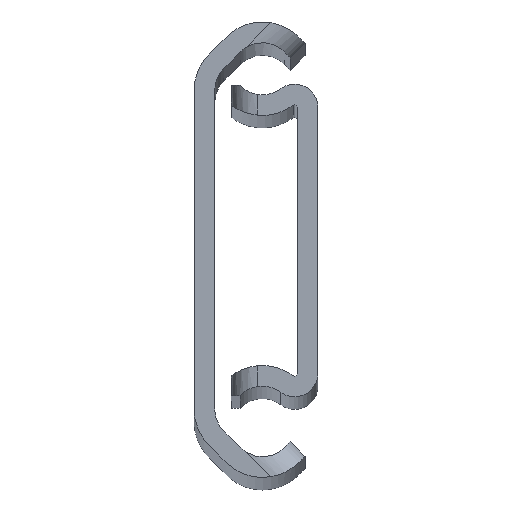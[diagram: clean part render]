
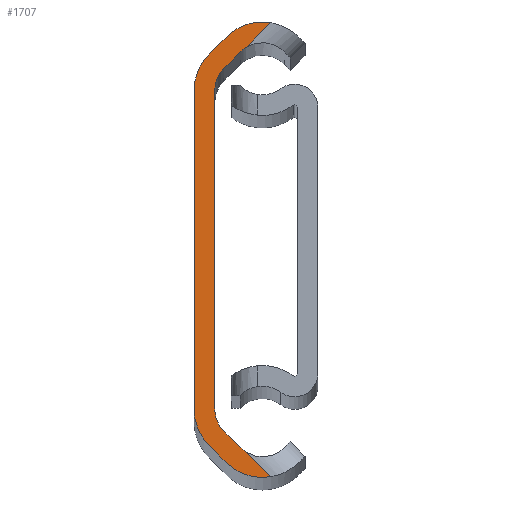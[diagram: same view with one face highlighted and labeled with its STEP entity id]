
A CAD part, top view. The second image highlights one B-rep face of the part: STEP entity #1707.
In plain terms, the highlighted planar face has unit normal (0, 0, 1).
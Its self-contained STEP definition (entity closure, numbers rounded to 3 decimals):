
#17 = ORIENTED_EDGE ( 'NONE', *, *, #2457, .T. ) ;
#160 = LINE ( 'NONE', #1261, #4566 ) ;
#201 = VECTOR ( 'NONE', #4179, 1000. ) ;
#243 = DIRECTION ( 'NONE',  ( 0., 0., 1. ) ) ;
#253 = CIRCLE ( 'NONE', #1538, 2.4 ) ;
#287 = DIRECTION ( 'NONE',  ( 0., 1., 0. ) ) ;
#350 = CIRCLE ( 'NONE', #1397, 3.98 ) ;
#531 = CARTESIAN_POINT ( 'NONE',  ( 5.3, 13.67, 0. ) ) ;
#533 = VERTEX_POINT ( 'NONE', #4304 ) ;
#563 = AXIS2_PLACEMENT_3D ( 'NONE', #1777, #783, #2172 ) ;
#567 = VECTOR ( 'NONE', #3345, 1000. ) ;
#572 = LINE ( 'NONE', #3899, #4628 ) ;
#582 = EDGE_LOOP ( 'NONE', ( #2207, #3178, #3122, #4138, #3772, #1072, #668, #1172, #2523, #3916, #4198, #4588, #1056, #3620, #1666, #17 ) ) ;
#640 = PLANE ( 'NONE',  #2241 ) ;
#668 = ORIENTED_EDGE ( 'NONE', *, *, #2496, .T. ) ;
#669 = VERTEX_POINT ( 'NONE', #2991 ) ;
#690 = VERTEX_POINT ( 'NONE', #4087 ) ;
#747 = CARTESIAN_POINT ( 'NONE',  ( 5.3, -13.67, 0. ) ) ;
#783 = DIRECTION ( 'NONE',  ( 0., 0., 1. ) ) ;
#795 = DIRECTION ( 'NONE',  ( 1., 0., 0. ) ) ;
#814 = CIRCLE ( 'NONE', #2589, 2.38 ) ;
#816 = DIRECTION ( 'NONE',  ( 0., 0., 1. ) ) ;
#848 = EDGE_CURVE ( 'NONE', #1200, #2982, #253, .T. ) ;
#859 = DIRECTION ( 'NONE',  ( 0., 0., -1. ) ) ;
#881 = CARTESIAN_POINT ( 'NONE',  ( 5.3, 13.67, 0. ) ) ;
#911 = DIRECTION ( 'NONE',  ( 0., 0., -1. ) ) ;
#912 = CARTESIAN_POINT ( 'NONE',  ( 0., 0., 0. ) ) ;
#985 = VERTEX_POINT ( 'NONE', #1356 ) ;
#991 = DIRECTION ( 'NONE',  ( -0.707, -0.707, 0. ) ) ;
#1003 = CARTESIAN_POINT ( 'NONE',  ( 4.061, -15.702, 0. ) ) ;
#1027 = CIRCLE ( 'NONE', #1255, 4. ) ;
#1037 = VERTEX_POINT ( 'NONE', #1288 ) ;
#1049 = VERTEX_POINT ( 'NONE', #1003 ) ;
#1056 = ORIENTED_EDGE ( 'NONE', *, *, #1833, .T. ) ;
#1057 = CARTESIAN_POINT ( 'NONE',  ( 1.172, -15.17, 0. ) ) ;
#1063 = LINE ( 'NONE', #1343, #3792 ) ;
#1072 = ORIENTED_EDGE ( 'NONE', *, *, #3223, .T. ) ;
#1079 = DIRECTION ( 'NONE',  ( 1., 0., 0. ) ) ;
#1082 = EDGE_CURVE ( 'NONE', #1049, #2130, #1083, .T. ) ;
#1083 = CIRCLE ( 'NONE', #3769, 2.38 ) ;
#1172 = ORIENTED_EDGE ( 'NONE', *, *, #2598, .T. ) ;
#1200 = VERTEX_POINT ( 'NONE', #1765 ) ;
#1237 = CIRCLE ( 'NONE', #563, 4. ) ;
#1255 = AXIS2_PLACEMENT_3D ( 'NONE', #3821, #3869, #2035 ) ;
#1261 = CARTESIAN_POINT ( 'NONE',  ( -9.991, 1.65, 0. ) ) ;
#1279 = VERTEX_POINT ( 'NONE', #3711 ) ;
#1288 = CARTESIAN_POINT ( 'NONE',  ( 0., 12.342, 0. ) ) ;
#1335 = AXIS2_PLACEMENT_3D ( 'NONE', #881, #816, #2277 ) ;
#1343 = CARTESIAN_POINT ( 'NONE',  ( 1.6, 0., 0. ) ) ;
#1356 = CARTESIAN_POINT ( 'NONE',  ( 2.303, 14.039, 0. ) ) ;
#1397 = AXIS2_PLACEMENT_3D ( 'NONE', #747, #3593, #2146 ) ;
#1453 = DIRECTION ( 'NONE',  ( 0., 0., -1. ) ) ;
#1538 = AXIS2_PLACEMENT_3D ( 'NONE', #1962, #911, #3820 ) ;
#1666 = ORIENTED_EDGE ( 'NONE', *, *, #3491, .T. ) ;
#1683 = EDGE_CURVE ( 'NONE', #1279, #2716, #572, .T. ) ;
#1707 = ADVANCED_FACE ( 'NONE', ( #3139 ), #640, .T. ) ;
#1765 = CARTESIAN_POINT ( 'NONE',  ( 2.303, -14.039, 0. ) ) ;
#1777 = CARTESIAN_POINT ( 'NONE',  ( 4., 12.342, 0. ) ) ;
#1833 = EDGE_CURVE ( 'NONE', #2716, #1037, #1237, .T. ) ;
#1887 = LINE ( 'NONE', #1057, #567 ) ;
#1962 = CARTESIAN_POINT ( 'NONE',  ( 4., -12.342, 0. ) ) ;
#2033 = VERTEX_POINT ( 'NONE', #3397 ) ;
#2035 = DIRECTION ( 'NONE',  ( 1., 0., 0. ) ) ;
#2042 = DIRECTION ( 'NONE',  ( -0.707, 0.707, 0. ) ) ;
#2130 = VERTEX_POINT ( 'NONE', #3018 ) ;
#2146 = DIRECTION ( 'NONE',  ( 1., 0., 0. ) ) ;
#2172 = DIRECTION ( 'NONE',  ( 1., 0., 0. ) ) ;
#2207 = ORIENTED_EDGE ( 'NONE', *, *, #2783, .T. ) ;
#2241 = AXIS2_PLACEMENT_3D ( 'NONE', #2855, #243, #4285 ) ;
#2277 = DIRECTION ( 'NONE',  ( 1., 0., 0. ) ) ;
#2315 = CARTESIAN_POINT ( 'NONE',  ( 1.6, -12.342, 0. ) ) ;
#2358 = LINE ( 'NONE', #912, #201 ) ;
#2391 = DIRECTION ( 'NONE',  ( 0.707, 0.707, 0. ) ) ;
#2408 = VECTOR ( 'NONE', #2391, 1000. ) ;
#2457 = EDGE_CURVE ( 'NONE', #690, #669, #1887, .T. ) ;
#2496 = EDGE_CURVE ( 'NONE', #4700, #985, #3858, .T. ) ;
#2523 = ORIENTED_EDGE ( 'NONE', *, *, #4641, .T. ) ;
#2589 = AXIS2_PLACEMENT_3D ( 'NONE', #531, #859, #3381 ) ;
#2598 = EDGE_CURVE ( 'NONE', #985, #4379, #2676, .T. ) ;
#2676 = LINE ( 'NONE', #4108, #2408 ) ;
#2706 = LINE ( 'NONE', #4187, #3332 ) ;
#2716 = VERTEX_POINT ( 'NONE', #2883 ) ;
#2783 = EDGE_CURVE ( 'NONE', #669, #3972, #350, .T. ) ;
#2855 = CARTESIAN_POINT ( 'NONE',  ( 4., -12.342, 0. ) ) ;
#2883 = CARTESIAN_POINT ( 'NONE',  ( 1.172, 15.17, 0. ) ) ;
#2889 = LINE ( 'NONE', #4269, #4336 ) ;
#2890 = CIRCLE ( 'NONE', #1335, 3.98 ) ;
#2952 = AXIS2_PLACEMENT_3D ( 'NONE', #3317, #1453, #795 ) ;
#2965 = DIRECTION ( 'NONE',  ( 0., 0., -1. ) ) ;
#2982 = VERTEX_POINT ( 'NONE', #2315 ) ;
#2991 = CARTESIAN_POINT ( 'NONE',  ( 2.486, -16.484, 0. ) ) ;
#3017 = EDGE_CURVE ( 'NONE', #3972, #1049, #2706, .T. ) ;
#3018 = CARTESIAN_POINT ( 'NONE',  ( 3.617, -15.353, 0. ) ) ;
#3121 = DIRECTION ( 'NONE',  ( 0.707, 0.707, 0. ) ) ;
#3122 = ORIENTED_EDGE ( 'NONE', *, *, #1082, .T. ) ;
#3139 = FACE_OUTER_BOUND ( 'NONE', #582, .T. ) ;
#3178 = ORIENTED_EDGE ( 'NONE', *, *, #3017, .T. ) ;
#3223 = EDGE_CURVE ( 'NONE', #2982, #4700, #1063, .T. ) ;
#3317 = CARTESIAN_POINT ( 'NONE',  ( 4., 12.342, 0. ) ) ;
#3332 = VECTOR ( 'NONE', #2042, 1000. ) ;
#3345 = DIRECTION ( 'NONE',  ( 0.707, -0.707, 0. ) ) ;
#3381 = DIRECTION ( 'NONE',  ( 1., 0., 0. ) ) ;
#3397 = CARTESIAN_POINT ( 'NONE',  ( 0., -12.342, 0. ) ) ;
#3408 = EDGE_CURVE ( 'NONE', #1037, #2033, #2358, .T. ) ;
#3491 = EDGE_CURVE ( 'NONE', #2033, #690, #1027, .T. ) ;
#3593 = DIRECTION ( 'NONE',  ( 0., 0., 1. ) ) ;
#3596 = DIRECTION ( 'NONE',  ( -0.707, 0.707, 0. ) ) ;
#3620 = ORIENTED_EDGE ( 'NONE', *, *, #3408, .T. ) ;
#3656 = CARTESIAN_POINT ( 'NONE',  ( 5.3, -13.67, 0. ) ) ;
#3711 = CARTESIAN_POINT ( 'NONE',  ( 2.486, 16.484, 0. ) ) ;
#3764 = CARTESIAN_POINT ( 'NONE',  ( 5.955, 17.596, 0. ) ) ;
#3769 = AXIS2_PLACEMENT_3D ( 'NONE', #3656, #2965, #1079 ) ;
#3772 = ORIENTED_EDGE ( 'NONE', *, *, #848, .T. ) ;
#3791 = CARTESIAN_POINT ( 'NONE',  ( 3.617, 15.353, 0. ) ) ;
#3792 = VECTOR ( 'NONE', #287, 1000. ) ;
#3820 = DIRECTION ( 'NONE',  ( 1., 0., 0. ) ) ;
#3821 = CARTESIAN_POINT ( 'NONE',  ( 4., -12.342, 0. ) ) ;
#3858 = CIRCLE ( 'NONE', #2952, 2.4 ) ;
#3869 = DIRECTION ( 'NONE',  ( 0., 0., 1. ) ) ;
#3899 = CARTESIAN_POINT ( 'NONE',  ( 1.172, 15.17, 0. ) ) ;
#3916 = ORIENTED_EDGE ( 'NONE', *, *, #4250, .T. ) ;
#3972 = VERTEX_POINT ( 'NONE', #4589 ) ;
#3976 = EDGE_CURVE ( 'NONE', #2130, #1200, #2889, .T. ) ;
#4087 = CARTESIAN_POINT ( 'NONE',  ( 1.172, -15.17, 0. ) ) ;
#4108 = CARTESIAN_POINT ( 'NONE',  ( 2.303, 14.039, 0. ) ) ;
#4138 = ORIENTED_EDGE ( 'NONE', *, *, #3976, .T. ) ;
#4179 = DIRECTION ( 'NONE',  ( 0., -1., 0. ) ) ;
#4187 = CARTESIAN_POINT ( 'NONE',  ( 2.35, -13.991, 0. ) ) ;
#4192 = CARTESIAN_POINT ( 'NONE',  ( 1.6, 12.342, 0. ) ) ;
#4198 = ORIENTED_EDGE ( 'NONE', *, *, #4607, .T. ) ;
#4250 = EDGE_CURVE ( 'NONE', #533, #4308, #160, .T. ) ;
#4269 = CARTESIAN_POINT ( 'NONE',  ( 2.303, -14.039, 0. ) ) ;
#4285 = DIRECTION ( 'NONE',  ( 1., 0., 0. ) ) ;
#4304 = CARTESIAN_POINT ( 'NONE',  ( 4.061, 15.702, 0. ) ) ;
#4308 = VERTEX_POINT ( 'NONE', #3764 ) ;
#4336 = VECTOR ( 'NONE', #3596, 1000. ) ;
#4379 = VERTEX_POINT ( 'NONE', #3791 ) ;
#4566 = VECTOR ( 'NONE', #3121, 1000. ) ;
#4588 = ORIENTED_EDGE ( 'NONE', *, *, #1683, .T. ) ;
#4589 = CARTESIAN_POINT ( 'NONE',  ( 5.955, -17.596, 0. ) ) ;
#4607 = EDGE_CURVE ( 'NONE', #4308, #1279, #2890, .T. ) ;
#4628 = VECTOR ( 'NONE', #991, 1000. ) ;
#4641 = EDGE_CURVE ( 'NONE', #4379, #533, #814, .T. ) ;
#4700 = VERTEX_POINT ( 'NONE', #4192 ) ;
